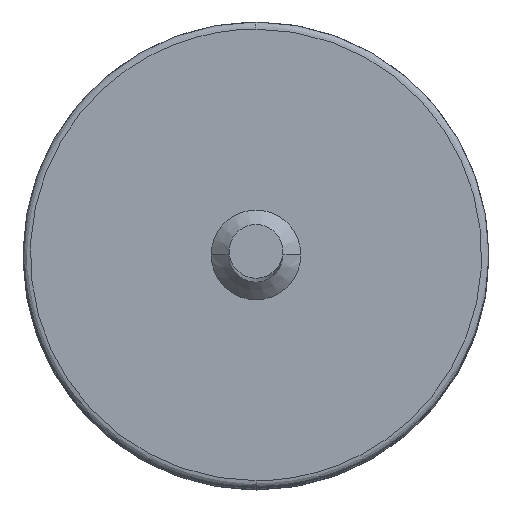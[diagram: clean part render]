
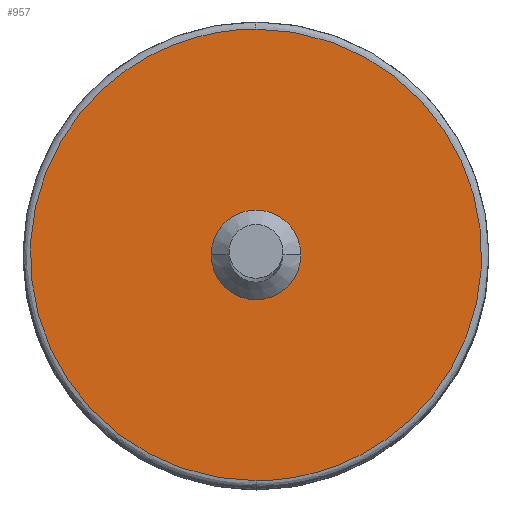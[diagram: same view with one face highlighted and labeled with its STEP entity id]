
A CAD part, top view. The second image highlights one B-rep face of the part: STEP entity #957.
In plain terms, the highlighted planar face has unit normal (0, 0, 1).
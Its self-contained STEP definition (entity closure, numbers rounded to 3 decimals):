
#5 = DIRECTION ( 'NONE',  ( 0., 0., -1. ) ) ;
#17 = ORIENTED_EDGE ( 'NONE', *, *, #59, .F. ) ;
#25 = CARTESIAN_POINT ( 'NONE',  ( 0., 3.15, 8.75 ) ) ;
#26 = CARTESIAN_POINT ( 'NONE',  ( 0., 3.15, 8.75 ) ) ;
#59 = EDGE_CURVE ( 'NONE', #466, #187, #562, .T. ) ;
#68 = CARTESIAN_POINT ( 'NONE',  ( 6.3, 3.15, 8.75 ) ) ;
#97 = DIRECTION ( 'NONE',  ( 0., 0., 1. ) ) ;
#125 = FACE_BOUND ( 'NONE', #1149, .T. ) ;
#150 = VERTEX_POINT ( 'NONE', #610 ) ;
#187 = VERTEX_POINT ( 'NONE', #836 ) ;
#194 = CARTESIAN_POINT ( 'NONE',  ( 0., 0., 8.75 ) ) ;
#224 =( BOUNDED_CURVE ( )  B_SPLINE_CURVE ( 3, ( #26, #68, #802, #1012 ),
 .UNSPECIFIED., .F., .F. ) 
 B_SPLINE_CURVE_WITH_KNOTS ( ( 4, 4 ),
 ( 0., 1. ),
 .UNSPECIFIED. ) 
 CURVE ( )  GEOMETRIC_REPRESENTATION_ITEM ( )  RATIONAL_B_SPLINE_CURVE ( ( 1., 0.333, 0.333, 1. ) ) 
 REPRESENTATION_ITEM ( '' )  );
#281 = VERTEX_POINT ( 'NONE', #458 ) ;
#296 = CARTESIAN_POINT ( 'NONE',  ( -6.3, -3.15, 8.75 ) ) ;
#369 = DIRECTION ( 'NONE',  ( -1., 0., 0. ) ) ;
#383 = PLANE ( 'NONE',  #1080 ) ;
#458 = CARTESIAN_POINT ( 'NONE',  ( 0., 3.15, 8.75 ) ) ;
#466 = VERTEX_POINT ( 'NONE', #1133 ) ;
#547 = FACE_OUTER_BOUND ( 'NONE', #1025, .T. ) ;
#556 = AXIS2_PLACEMENT_3D ( 'NONE', #1098, #1191, #369 ) ;
#561 = CIRCLE ( 'NONE', #807, 0.625 ) ;
#562 = CIRCLE ( 'NONE', #556, 0.625 ) ;
#588 = DIRECTION ( 'NONE',  ( -1., 0., 0. ) ) ;
#610 = CARTESIAN_POINT ( 'NONE',  ( 0., -3.15, 8.75 ) ) ;
#690 = DIRECTION ( 'NONE',  ( -1., 0., 0. ) ) ;
#711 = CARTESIAN_POINT ( 'NONE',  ( -6.3, 3.15, 8.75 ) ) ;
#735 = ORIENTED_EDGE ( 'NONE', *, *, #1086, .F. ) ;
#755 = CARTESIAN_POINT ( 'NONE',  ( 0., -3.15, 8.75 ) ) ;
#798 = CARTESIAN_POINT ( 'NONE',  ( 0., 0., 8.75 ) ) ;
#802 = CARTESIAN_POINT ( 'NONE',  ( 6.3, -3.15, 8.75 ) ) ;
#807 = AXIS2_PLACEMENT_3D ( 'NONE', #798, #97, #690 ) ;
#821 = EDGE_CURVE ( 'NONE', #150, #281, #1229, .T. ) ;
#831 = ORIENTED_EDGE ( 'NONE', *, *, #953, .F. ) ;
#836 = CARTESIAN_POINT ( 'NONE',  ( 0.625, 0., 8.75 ) ) ;
#886 = ORIENTED_EDGE ( 'NONE', *, *, #821, .F. ) ;
#953 = EDGE_CURVE ( 'NONE', #187, #466, #561, .T. ) ;
#957 = ADVANCED_FACE ( 'NONE', ( #125, #547 ), #383, .F. ) ;
#1012 = CARTESIAN_POINT ( 'NONE',  ( 0., -3.15, 8.75 ) ) ;
#1025 = EDGE_LOOP ( 'NONE', ( #886, #735 ) ) ;
#1080 = AXIS2_PLACEMENT_3D ( 'NONE', #194, #5, #588 ) ;
#1086 = EDGE_CURVE ( 'NONE', #281, #150, #224, .T. ) ;
#1098 = CARTESIAN_POINT ( 'NONE',  ( 0., 0., 8.75 ) ) ;
#1133 = CARTESIAN_POINT ( 'NONE',  ( -0.625, 0., 8.75 ) ) ;
#1149 = EDGE_LOOP ( 'NONE', ( #17, #831 ) ) ;
#1191 = DIRECTION ( 'NONE',  ( 0., 0., 1. ) ) ;
#1229 =( BOUNDED_CURVE ( )  B_SPLINE_CURVE ( 3, ( #755, #296, #711, #25 ),
 .UNSPECIFIED., .F., .F. ) 
 B_SPLINE_CURVE_WITH_KNOTS ( ( 4, 4 ),
 ( 0., 1. ),
 .UNSPECIFIED. ) 
 CURVE ( )  GEOMETRIC_REPRESENTATION_ITEM ( )  RATIONAL_B_SPLINE_CURVE ( ( 1., 0.333, 0.333, 1. ) ) 
 REPRESENTATION_ITEM ( '' )  );
